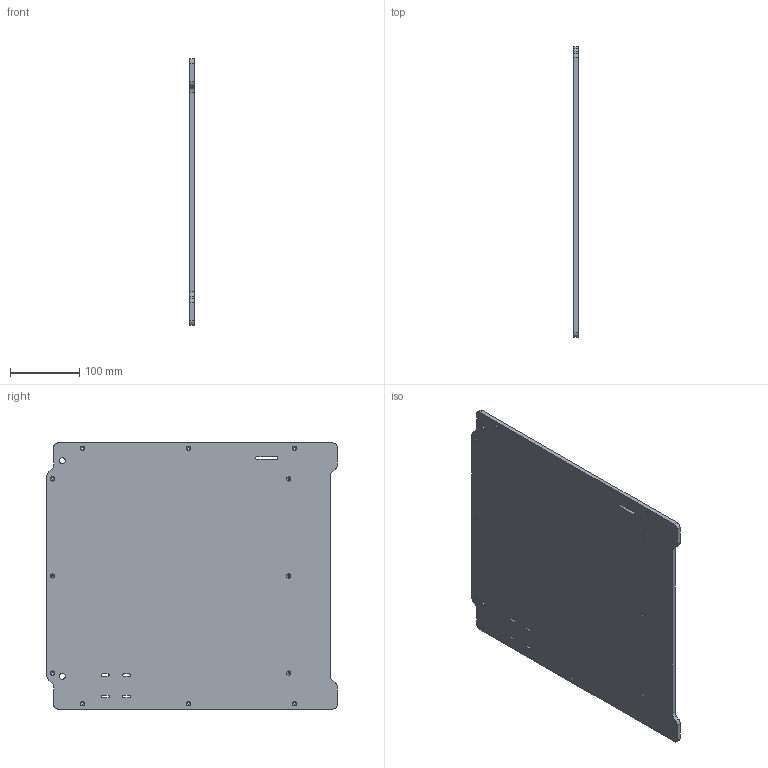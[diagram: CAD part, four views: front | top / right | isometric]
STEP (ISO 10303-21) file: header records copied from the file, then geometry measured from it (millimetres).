
FILE_DESCRIPTION(('none'),'2,1');
FILE_NAME('','Sat Jan 07 22:29:53 2017',('Unknown author'),(''),'HOOPS Exchange','Windows','Unknown authorisation');
FILE_SCHEMA( ('AUTOMOTIVE_DESIGN { 1 0 10303 214 1 1 1 1 }') );
Length unit declared in the file: millimetre
Products named in the file (2): panel_izquierdo_v4; Predeterminado
Assembly tree (1 placements, depth 2):
  panel_izquierdo_v4
    Predeterminado
Bounding box: 6 x 420 x 385 mm (x, y, z)
Volume: 931792 mm3; surface area: 330450.7 mm2
Topology: 1 solids, 1 shells, 217 faces, 552 edges, 360 vertices
Faces by surface type: cylinder 104, plane 89, cone 24
Entity records: 13153 total; most frequent: CARTESIAN_POINT 3914, DIRECTION 1224, DEFINITIONAL_REPRESENTATION 1104, PCURVE 1104, ORIENTED_EDGE 1104, B_SPLINE_CURVE_WITH_KNOTS 896, INTERSECTION_CURVE 552, EDGE_CURVE 552
